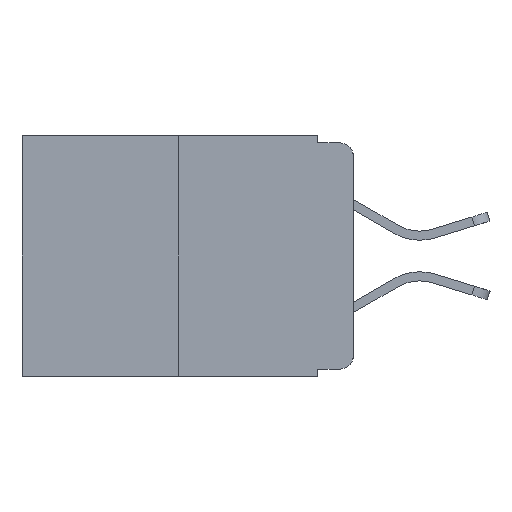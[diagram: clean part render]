
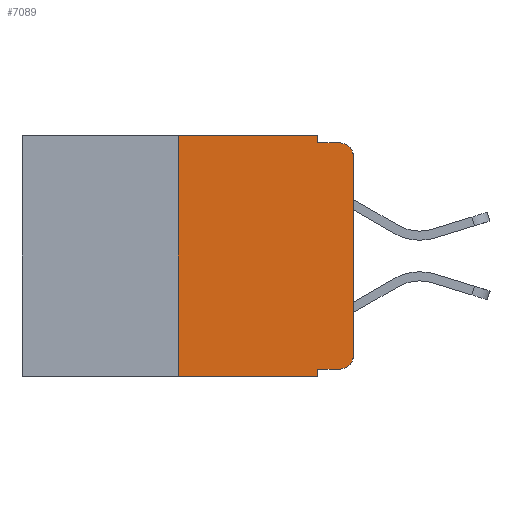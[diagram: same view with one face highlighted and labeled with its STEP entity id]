
A CAD part, left-side view. The second image highlights one B-rep face of the part: STEP entity #7089.
In plain terms, the highlighted planar face has unit normal (-1, 0, 0).
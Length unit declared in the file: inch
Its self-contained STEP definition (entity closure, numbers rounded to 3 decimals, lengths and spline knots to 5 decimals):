
#23 = CARTESIAN_POINT ( 'NONE',  ( 0., 0.051, 0. ) ) ;
#94 = ORIENTED_EDGE ( 'NONE', *, *, #5116, .F. ) ;
#148 = CARTESIAN_POINT ( 'NONE',  ( 0., 0.051, -0.333 ) ) ;
#156 = EDGE_CURVE ( 'NONE', #1701, #8959, #8667, .T. ) ;
#187 = DIRECTION ( 'NONE',  ( 0., 0., -1. ) ) ;
#189 = VERTEX_POINT ( 'NONE', #3566 ) ;
#204 = VERTEX_POINT ( 'NONE', #148 ) ;
#271 = CARTESIAN_POINT ( 'NONE',  ( 0., 0.051, -0.343 ) ) ;
#564 = ORIENTED_EDGE ( 'NONE', *, *, #7901, .T. ) ;
#593 = VERTEX_POINT ( 'NONE', #8762 ) ;
#641 = ORIENTED_EDGE ( 'NONE', *, *, #11012, .F. ) ;
#678 = EDGE_CURVE ( 'NONE', #2795, #10685, #5559, .T. ) ;
#1280 = DIRECTION ( 'NONE',  ( 1., 0., 0. ) ) ;
#1306 = CARTESIAN_POINT ( 'NONE',  ( 0., 0.473, 0. ) ) ;
#1339 = EDGE_LOOP ( 'NONE', ( #4026, #8441, #3458, #94, #10647, #641, #564, #7720, #7508, #6878 ) ) ;
#1468 = AXIS2_PLACEMENT_3D ( 'NONE', #6544, #11031, #8380 ) ;
#1701 = VERTEX_POINT ( 'NONE', #8491 ) ;
#1782 = DIRECTION ( 'NONE',  ( 0., 0., 1. ) ) ;
#1812 = LINE ( 'NONE', #6946, #8705 ) ;
#1889 = CARTESIAN_POINT ( 'NONE',  ( 0., 0.051, -0.333 ) ) ;
#1902 = DIRECTION ( 'NONE',  ( 0., -1., 0. ) ) ;
#2018 = LINE ( 'NONE', #7101, #3565 ) ;
#2149 = VECTOR ( 'NONE', #187, 39.37008 ) ;
#2260 = CARTESIAN_POINT ( 'NONE',  ( 0., 0., -0.03 ) ) ;
#2280 = DIRECTION ( 'NONE',  ( 0., 0., -1. ) ) ;
#2683 = EDGE_CURVE ( 'NONE', #189, #8663, #2018, .T. ) ;
#2740 = DIRECTION ( 'NONE',  ( 0., 0., -1. ) ) ;
#2784 = EDGE_CURVE ( 'NONE', #8663, #8959, #5365, .T. ) ;
#2795 = VERTEX_POINT ( 'NONE', #10846 ) ;
#2816 = CARTESIAN_POINT ( 'NONE',  ( 0., 0.473, -0.343 ) ) ;
#2862 = AXIS2_PLACEMENT_3D ( 'NONE', #4570, #6997, #2740 ) ;
#3116 = FACE_OUTER_BOUND ( 'NONE', #1339, .T. ) ;
#3193 = AXIS2_PLACEMENT_3D ( 'NONE', #6427, #1280, #2280 ) ;
#3199 = DIRECTION ( 'NONE',  ( 0., -1., 0. ) ) ;
#3458 = ORIENTED_EDGE ( 'NONE', *, *, #156, .F. ) ;
#3550 = LINE ( 'NONE', #1889, #5869 ) ;
#3565 = VECTOR ( 'NONE', #4358, 39.37008 ) ;
#3566 = CARTESIAN_POINT ( 'NONE',  ( 0., 0., -0.313 ) ) ;
#3633 = EDGE_CURVE ( 'NONE', #204, #5080, #4435, .T. ) ;
#4026 = ORIENTED_EDGE ( 'NONE', *, *, #2683, .T. ) ;
#4229 = LINE ( 'NONE', #7659, #8965 ) ;
#4250 = CARTESIAN_POINT ( 'NONE',  ( 0., 0.25, -0.343 ) ) ;
#4358 = DIRECTION ( 'NONE',  ( 0., 0., 1. ) ) ;
#4435 = LINE ( 'NONE', #23, #2149 ) ;
#4476 = CARTESIAN_POINT ( 'NONE',  ( 0., 0.051, 0. ) ) ;
#4570 = CARTESIAN_POINT ( 'NONE',  ( 0., 0.02, -0.03 ) ) ;
#4656 = LINE ( 'NONE', #2816, #5179 ) ;
#4964 = VERTEX_POINT ( 'NONE', #4250 ) ;
#5080 = VERTEX_POINT ( 'NONE', #271 ) ;
#5116 = EDGE_CURVE ( 'NONE', #10685, #1701, #1812, .T. ) ;
#5179 = VECTOR ( 'NONE', #10654, 39.37008 ) ;
#5365 = CIRCLE ( 'NONE', #2862, 0.02 ) ;
#5366 = CARTESIAN_POINT ( 'NONE',  ( 0., 0.051, -0.01 ) ) ;
#5559 = LINE ( 'NONE', #1306, #7170 ) ;
#5745 = CIRCLE ( 'NONE', #1468, 0.02 ) ;
#5869 = VECTOR ( 'NONE', #10396, 39.37008 ) ;
#5954 = EDGE_CURVE ( 'NONE', #204, #593, #3550, .T. ) ;
#6355 = VECTOR ( 'NONE', #1902, 39.37008 ) ;
#6427 = CARTESIAN_POINT ( 'NONE',  ( 0., 0.473, 0. ) ) ;
#6539 = PLANE ( 'NONE',  #3193 ) ;
#6544 = CARTESIAN_POINT ( 'NONE',  ( 0., 0.02, -0.313 ) ) ;
#6878 = ORIENTED_EDGE ( 'NONE', *, *, #10862, .T. ) ;
#6946 = CARTESIAN_POINT ( 'NONE',  ( 0., 0.051, 0. ) ) ;
#6997 = DIRECTION ( 'NONE',  ( -1., 0., 0. ) ) ;
#7089 = ADVANCED_FACE ( 'NONE', ( #3116 ), #6539, .F. ) ;
#7101 = CARTESIAN_POINT ( 'NONE',  ( 0., 0., 0. ) ) ;
#7170 = VECTOR ( 'NONE', #3199, 39.37008 ) ;
#7508 = ORIENTED_EDGE ( 'NONE', *, *, #5954, .T. ) ;
#7659 = CARTESIAN_POINT ( 'NONE',  ( 0., 0.25, 0. ) ) ;
#7720 = ORIENTED_EDGE ( 'NONE', *, *, #3633, .F. ) ;
#7901 = EDGE_CURVE ( 'NONE', #4964, #5080, #4656, .T. ) ;
#8380 = DIRECTION ( 'NONE',  ( 0., 0., -1. ) ) ;
#8441 = ORIENTED_EDGE ( 'NONE', *, *, #2784, .T. ) ;
#8491 = CARTESIAN_POINT ( 'NONE',  ( 0., 0.051, -0.01 ) ) ;
#8628 = DIRECTION ( 'NONE',  ( 0., 0., -1. ) ) ;
#8663 = VERTEX_POINT ( 'NONE', #2260 ) ;
#8667 = LINE ( 'NONE', #5366, #6355 ) ;
#8705 = VECTOR ( 'NONE', #8628, 39.37008 ) ;
#8762 = CARTESIAN_POINT ( 'NONE',  ( 0., 0.02, -0.333 ) ) ;
#8959 = VERTEX_POINT ( 'NONE', #10313 ) ;
#8965 = VECTOR ( 'NONE', #1782, 39.37008 ) ;
#10313 = CARTESIAN_POINT ( 'NONE',  ( 0., 0.02, -0.01 ) ) ;
#10396 = DIRECTION ( 'NONE',  ( 0., -1., 0. ) ) ;
#10647 = ORIENTED_EDGE ( 'NONE', *, *, #678, .F. ) ;
#10654 = DIRECTION ( 'NONE',  ( 0., -1., 0. ) ) ;
#10685 = VERTEX_POINT ( 'NONE', #4476 ) ;
#10846 = CARTESIAN_POINT ( 'NONE',  ( 0., 0.25, 0. ) ) ;
#10862 = EDGE_CURVE ( 'NONE', #593, #189, #5745, .T. ) ;
#11012 = EDGE_CURVE ( 'NONE', #4964, #2795, #4229, .T. ) ;
#11031 = DIRECTION ( 'NONE',  ( -1., 0., 0. ) ) ;
